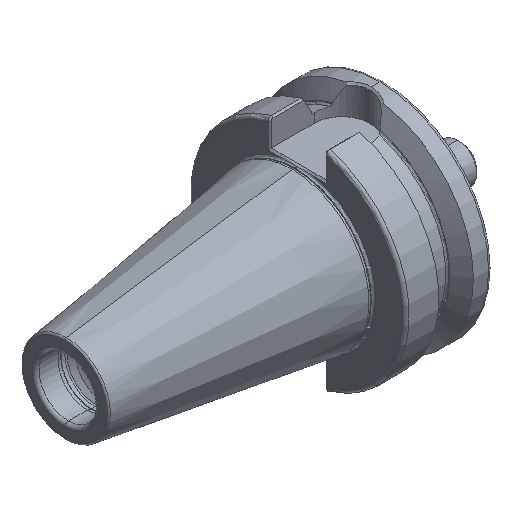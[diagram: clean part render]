
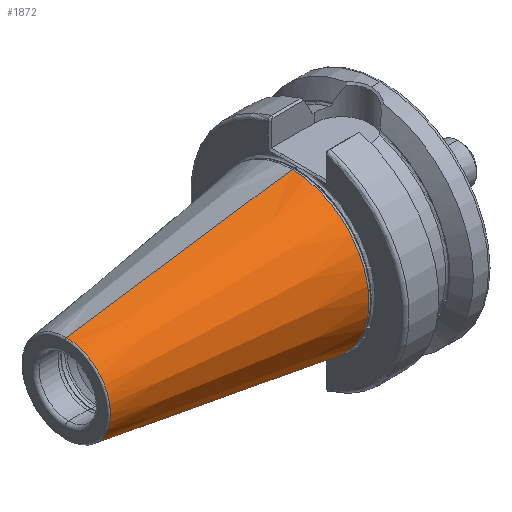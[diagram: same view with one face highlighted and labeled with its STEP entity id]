
A CAD part, isometric view. The second image highlights one B-rep face of the part: STEP entity #1872.
In plain terms, the highlighted conical face has half-angle 8.297 degrees and reference radius 22.298 mm.
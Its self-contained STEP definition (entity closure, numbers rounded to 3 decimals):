
#495 = CARTESIAN_POINT ( 'NONE',  ( -1.5, 0., 0. ) ) ;
#496 = DIRECTION ( 'NONE',  ( 1., 0., 0. ) ) ;
#497 = DIRECTION ( 'NONE',  ( 0., 0., -1. ) ) ;
#976 = FACE_OUTER_BOUND ( 'NONE', #2914, .T. ) ;
#980 = AXIS2_PLACEMENT_3D ( 'NONE', #495, #496, #497 ) ;
#1409 = EDGE_CURVE ( 'NONE', #3335, #3333, #6030, .T. ) ;
#1486 = CONICAL_SURFACE ( 'NONE', #980, 22.298, 0.145 ) ;
#1539 = CIRCLE ( 'NONE', #5617, 12.75 ) ;
#1540 = CIRCLE ( 'NONE', #5615, 22.298 ) ;
#1872 = ADVANCED_FACE ( 'NONE', ( #976 ), #1486, .T. ) ;
#1902 = EDGE_CURVE ( 'NONE', #3334, #3332, #7041, .T. ) ;
#2052 = EDGE_CURVE ( 'NONE', #3335, #3334, #1539, .T. ) ;
#2053 = EDGE_CURVE ( 'NONE', #3333, #3332, #1540, .T. ) ;
#2914 = EDGE_LOOP ( 'NONE', ( #6384, #6385, #6386, #6383 ) ) ;
#2935 = VECTOR ( 'NONE', #6032, 1000. ) ;
#3332 = VERTEX_POINT ( 'NONE', #4645 ) ;
#3333 = VERTEX_POINT ( 'NONE', #4646 ) ;
#3334 = VERTEX_POINT ( 'NONE', #4647 ) ;
#3335 = VERTEX_POINT ( 'NONE', #4648 ) ;
#4645 = CARTESIAN_POINT ( 'NONE',  ( -1.5, 0., -22.298 ) ) ;
#4646 = CARTESIAN_POINT ( 'NONE',  ( -1.5, 0., 22.298 ) ) ;
#4647 = CARTESIAN_POINT ( 'NONE',  ( -66.972, 0., -12.75 ) ) ;
#4648 = CARTESIAN_POINT ( 'NONE',  ( -66.972, 0., 12.75 ) ) ;
#5615 = AXIS2_PLACEMENT_3D ( 'NONE', #5909, #5910, #5911 ) ;
#5617 = AXIS2_PLACEMENT_3D ( 'NONE', #5906, #5907, #5908 ) ;
#5906 = CARTESIAN_POINT ( 'NONE',  ( -66.972, 0., 0. ) ) ;
#5907 = DIRECTION ( 'NONE',  ( 1., 0., 0. ) ) ;
#5908 = DIRECTION ( 'NONE',  ( 0., 0., -1. ) ) ;
#5909 = CARTESIAN_POINT ( 'NONE',  ( -1.5, 0., 0. ) ) ;
#5910 = DIRECTION ( 'NONE',  ( 1., 0., 0. ) ) ;
#5911 = DIRECTION ( 'NONE',  ( 0., 0., -1. ) ) ;
#6030 = LINE ( 'NONE', #6031, #2935 ) ;
#6031 = CARTESIAN_POINT ( 'NONE',  ( -1.5, 0., 22.298 ) ) ;
#6032 = DIRECTION ( 'NONE',  ( 0.99, 0., 0.144 ) ) ;
#6383 = ORIENTED_EDGE ( 'NONE', *, *, #2053, .F. ) ;
#6384 = ORIENTED_EDGE ( 'NONE', *, *, #1409, .F. ) ;
#6385 = ORIENTED_EDGE ( 'NONE', *, *, #2052, .T. ) ;
#6386 = ORIENTED_EDGE ( 'NONE', *, *, #1902, .T. ) ;
#7041 = LINE ( 'NONE', #7042, #7148 ) ;
#7042 = CARTESIAN_POINT ( 'NONE',  ( -1.5, 0., -22.298 ) ) ;
#7043 = DIRECTION ( 'NONE',  ( 0.99, 0., -0.144 ) ) ;
#7148 = VECTOR ( 'NONE', #7043, 1000. ) ;
